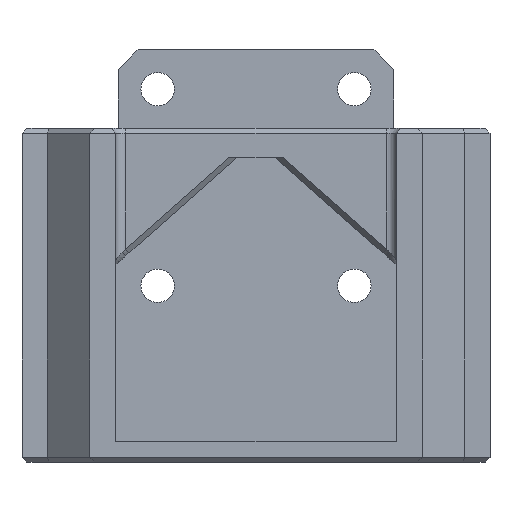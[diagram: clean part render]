
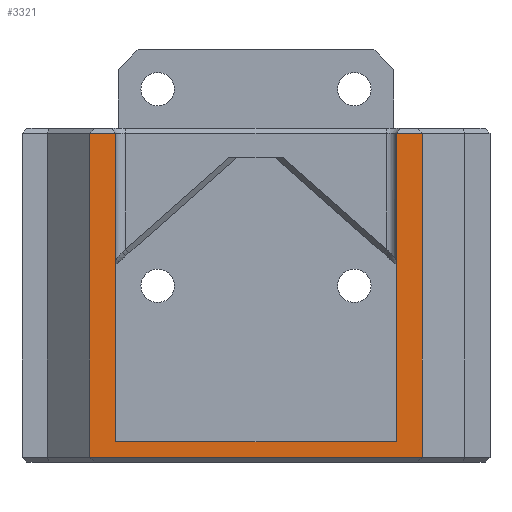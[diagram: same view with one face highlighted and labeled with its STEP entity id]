
A CAD part, front view. The second image highlights one B-rep face of the part: STEP entity #3321.
In plain terms, the highlighted planar face has unit normal (0, -1, 0).
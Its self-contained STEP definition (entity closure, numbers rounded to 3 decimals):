
#199=PLANE('',#3544);
#357=FACE_OUTER_BOUND('',#548,.T.);
#548=EDGE_LOOP('',(#2686,#2687,#2688,#2689,#2690,#2691,#2692,#2693));
#801=LINE('',#5502,#1165);
#815=LINE('',#5538,#1179);
#864=LINE('',#5647,#1228);
#870=LINE('',#5657,#1234);
#875=LINE('',#5667,#1239);
#879=LINE('',#5674,#1243);
#880=LINE('',#5676,#1244);
#881=LINE('',#5677,#1245);
#1165=VECTOR('',#3974,10.);
#1179=VECTOR('',#4008,10.);
#1228=VECTOR('',#4101,10.);
#1234=VECTOR('',#4109,10.);
#1239=VECTOR('',#4122,10.);
#1243=VECTOR('',#4128,10.);
#1244=VECTOR('',#4129,10.);
#1245=VECTOR('',#4130,10.);
#1584=VERTEX_POINT('',#5495);
#1586=VERTEX_POINT('',#5501);
#1588=VERTEX_POINT('',#5507);
#1598=VERTEX_POINT('',#5537);
#1632=VERTEX_POINT('',#5646);
#1635=VERTEX_POINT('',#5655);
#1636=VERTEX_POINT('',#5666);
#1639=VERTEX_POINT('',#5675);
#1950=EDGE_CURVE('',#1586,#1584,#801,.T.);
#1968=EDGE_CURVE('',#1598,#1588,#815,.T.);
#2022=EDGE_CURVE('',#1632,#1584,#864,.T.);
#2028=EDGE_CURVE('',#1586,#1635,#870,.T.);
#2033=EDGE_CURVE('',#1636,#1588,#875,.T.);
#2037=EDGE_CURVE('',#1635,#1636,#879,.T.);
#2038=EDGE_CURVE('',#1639,#1598,#880,.T.);
#2039=EDGE_CURVE('',#1632,#1639,#881,.T.);
#2686=ORIENTED_EDGE('',*,*,#1950,.F.);
#2687=ORIENTED_EDGE('',*,*,#2028,.T.);
#2688=ORIENTED_EDGE('',*,*,#2037,.T.);
#2689=ORIENTED_EDGE('',*,*,#2033,.T.);
#2690=ORIENTED_EDGE('',*,*,#1968,.F.);
#2691=ORIENTED_EDGE('',*,*,#2038,.F.);
#2692=ORIENTED_EDGE('',*,*,#2039,.F.);
#2693=ORIENTED_EDGE('',*,*,#2022,.T.);
#3321=ADVANCED_FACE('',(#357),#199,.T.);
#3544=AXIS2_PLACEMENT_3D('',#5673,#4126,#4127);
#3974=DIRECTION('',(1.,0.,0.));
#4008=DIRECTION('',(1.,0.,0.));
#4101=DIRECTION('',(0.,0.,1.));
#4109=DIRECTION('',(0.,0.,-1.));
#4122=DIRECTION('',(0.,0.,1.));
#4126=DIRECTION('center_axis',(0.,-1.,0.));
#4127=DIRECTION('ref_axis',(1.,0.,0.));
#4128=DIRECTION('',(-1.,0.,0.));
#4129=DIRECTION('',(0.,0.,1.));
#4130=DIRECTION('',(-1.,0.,0.));
#5495=CARTESIAN_POINT('',(16.92,-23.8,33.44));
#5501=CARTESIAN_POINT('',(14.25,-23.8,33.44));
#5502=CARTESIAN_POINT('',(-8.46,-23.8,33.44));
#5507=CARTESIAN_POINT('',(-14.25,-23.8,33.44));
#5537=CARTESIAN_POINT('',(-16.92,-23.8,33.44));
#5538=CARTESIAN_POINT('',(-8.46,-23.8,33.44));
#5646=CARTESIAN_POINT('',(16.92,-23.8,0.5));
#5647=CARTESIAN_POINT('',(16.92,-23.8,0.));
#5655=CARTESIAN_POINT('',(14.25,-23.8,2.1));
#5657=CARTESIAN_POINT('',(14.25,-23.8,16.97));
#5666=CARTESIAN_POINT('',(-14.25,-23.8,2.1));
#5667=CARTESIAN_POINT('',(-14.25,-23.8,10.05));
#5673=CARTESIAN_POINT('Origin',(-16.92,-23.8,0.));
#5674=CARTESIAN_POINT('',(-8.46,-23.8,2.1));
#5675=CARTESIAN_POINT('',(-16.92,-23.8,0.5));
#5676=CARTESIAN_POINT('',(-16.92,-23.8,0.));
#5677=CARTESIAN_POINT('',(-8.46,-23.8,0.5));
